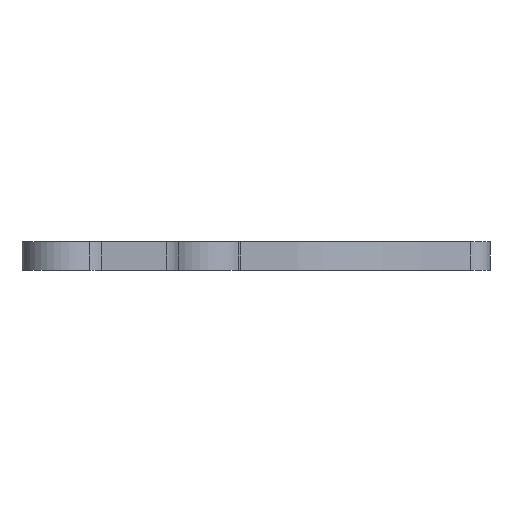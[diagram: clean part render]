
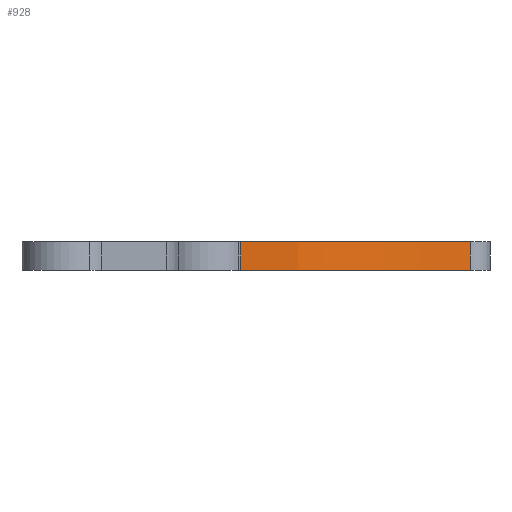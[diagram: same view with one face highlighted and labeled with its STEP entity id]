
A CAD part, left-side view. The second image highlights one B-rep face of the part: STEP entity #928.
In plain terms, the highlighted free-form (B-spline) face has degree [3, 1] with [4, 2] control points.
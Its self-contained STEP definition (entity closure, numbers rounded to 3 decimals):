
#68 = CARTESIAN_POINT ( 'NONE',  ( 10.105, -25.973, 0. ) ) ;
#96 = CARTESIAN_POINT ( 'NONE',  ( 11.771, -38.268, 0. ) ) ;
#100 = EDGE_CURVE ( 'NONE', #249, #1088, #407, .T. ) ;
#112 = CARTESIAN_POINT ( 'NONE',  ( 1.123, -17.957, 2.5 ) ) ;
#119 = CARTESIAN_POINT ( 'NONE',  ( 9., -24.683, 2.5 ) ) ;
#179 = B_SPLINE_SURFACE_WITH_KNOTS ( 'NONE', 3, 1, ( 
 ( #947, #370 ),
 ( #893, #1312 ),
 ( #1298, #68 ),
 ( #900, #905 ) ),
 .UNSPECIFIED., .F., .F., .F.,
 ( 4, 4 ),
 ( 2, 2 ),
 ( 0.042, 0.959 ),
 ( 0., 1. ),
 .UNSPECIFIED. ) ;
#190 = CARTESIAN_POINT ( 'NONE',  ( 10.105, -25.973, 0. ) ) ;
#194 = DIRECTION ( 'NONE',  ( 0., 0., -1. ) ) ;
#201 = CARTESIAN_POINT ( 'NONE',  ( 10.105, -25.973, 2.5 ) ) ;
#214 = CARTESIAN_POINT ( 'NONE',  ( 11.771, -38.268, 2.5 ) ) ;
#215 = VECTOR ( 'NONE', #194, 1000. ) ;
#226 = ORIENTED_EDGE ( 'NONE', *, *, #852, .F. ) ;
#228 = EDGE_CURVE ( 'NONE', #1088, #775, #1164, .T. ) ;
#249 = VERTEX_POINT ( 'NONE', #1048 ) ;
#266 = CARTESIAN_POINT ( 'NONE',  ( 1.123, -17.957, 2.5 ) ) ;
#358 = VERTEX_POINT ( 'NONE', #266 ) ;
#370 = CARTESIAN_POINT ( 'NONE',  ( 1.123, -17.957, 0. ) ) ;
#406 = CARTESIAN_POINT ( 'NONE',  ( 11.771, -38.268, 2.5 ) ) ;
#407 = B_SPLINE_CURVE_WITH_KNOTS ( 'NONE', 3,
 ( #1034, #1341, #190, #96 ),
 .UNSPECIFIED., .F., .F.,
 ( 4, 4 ),
 ( 0.042, 0.959 ),
 .UNSPECIFIED. ) ;
#443 = EDGE_CURVE ( 'NONE', #358, #249, #1135, .T. ) ;
#548 = FACE_OUTER_BOUND ( 'NONE', #786, .T. ) ;
#570 = B_SPLINE_CURVE_WITH_KNOTS ( 'NONE', 3,
 ( #112, #119, #201, #214 ),
 .UNSPECIFIED., .F., .F.,
 ( 4, 4 ),
 ( 0.042, 0.959 ),
 .UNSPECIFIED. ) ;
#590 = CARTESIAN_POINT ( 'NONE',  ( 11.771, -38.268, 0. ) ) ;
#646 = CARTESIAN_POINT ( 'NONE',  ( 11.771, -38.268, 0. ) ) ;
#775 = VERTEX_POINT ( 'NONE', #406 ) ;
#786 = EDGE_LOOP ( 'NONE', ( #226, #1179, #867, #1308 ) ) ;
#816 = CARTESIAN_POINT ( 'NONE',  ( 1.123, -17.957, 2.5 ) ) ;
#852 = EDGE_CURVE ( 'NONE', #358, #775, #570, .T. ) ;
#867 = ORIENTED_EDGE ( 'NONE', *, *, #100, .T. ) ;
#893 = CARTESIAN_POINT ( 'NONE',  ( 9., -24.683, 2.5 ) ) ;
#900 = CARTESIAN_POINT ( 'NONE',  ( 11.771, -38.268, 2.5 ) ) ;
#905 = CARTESIAN_POINT ( 'NONE',  ( 11.771, -38.268, 0. ) ) ;
#928 = ADVANCED_FACE ( 'NONE', ( #548 ), #179, .F. ) ;
#947 = CARTESIAN_POINT ( 'NONE',  ( 1.123, -17.957, 2.5 ) ) ;
#950 = VECTOR ( 'NONE', #1142, 1000. ) ;
#1034 = CARTESIAN_POINT ( 'NONE',  ( 1.123, -17.957, 0. ) ) ;
#1048 = CARTESIAN_POINT ( 'NONE',  ( 1.123, -17.957, 0. ) ) ;
#1088 = VERTEX_POINT ( 'NONE', #590 ) ;
#1135 = LINE ( 'NONE', #816, #215 ) ;
#1142 = DIRECTION ( 'NONE',  ( 0., 0., 1. ) ) ;
#1164 = LINE ( 'NONE', #646, #950 ) ;
#1179 = ORIENTED_EDGE ( 'NONE', *, *, #443, .T. ) ;
#1298 = CARTESIAN_POINT ( 'NONE',  ( 10.105, -25.973, 2.5 ) ) ;
#1308 = ORIENTED_EDGE ( 'NONE', *, *, #228, .T. ) ;
#1312 = CARTESIAN_POINT ( 'NONE',  ( 9., -24.683, 0. ) ) ;
#1341 = CARTESIAN_POINT ( 'NONE',  ( 9., -24.683, 0. ) ) ;
